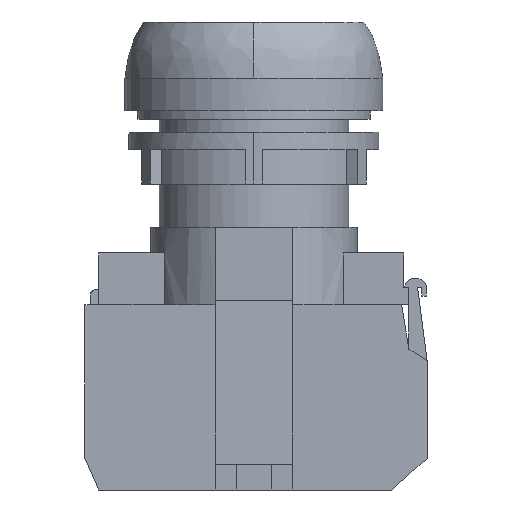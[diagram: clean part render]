
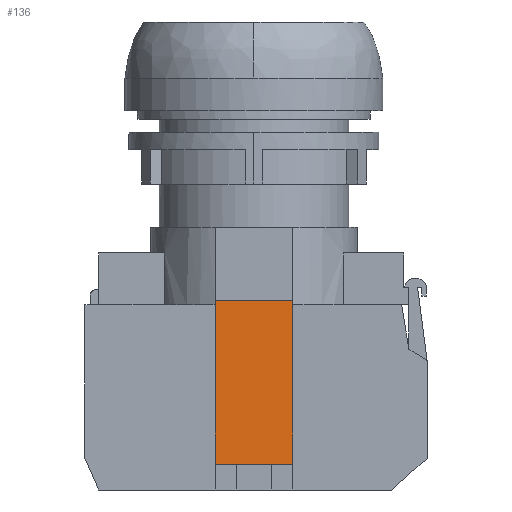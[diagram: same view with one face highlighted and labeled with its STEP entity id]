
A CAD part, left-side view. The second image highlights one B-rep face of the part: STEP entity #136.
In plain terms, the highlighted free-form (B-spline) face has degree [1, 1] with [2, 2] control points.
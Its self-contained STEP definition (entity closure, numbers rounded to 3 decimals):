
#136=ADVANCED_FACE('',(#285),#5276,.T.);
#285=FACE_OUTER_BOUND('',#441,.T.);
#441=EDGE_LOOP('',(#1076,#1077,#1078,#1079));
#1076=ORIENTED_EDGE('',*,*,#4616,.F.);
#1077=ORIENTED_EDGE('',*,*,#4675,.T.);
#1078=ORIENTED_EDGE('',*,*,#4627,.F.);
#1079=ORIENTED_EDGE('',*,*,#4674,.F.);
#1763=PCURVE('',#5256,#2569);
#1776=PCURVE('',#5257,#2582);
#1877=PCURVE('',#5275,#2683);
#1882=PCURVE('',#5276,#2688);
#1883=PCURVE('',#5276,#2689);
#1884=PCURVE('',#5276,#2690);
#1885=PCURVE('',#5276,#2691);
#1888=PCURVE('',#5277,#2694);
#2569=DEFINITIONAL_REPRESENTATION('',(#3566),#9512);
#2582=DEFINITIONAL_REPRESENTATION('',(#3586),#9512);
#2683=DEFINITIONAL_REPRESENTATION('',(#3731),#9512);
#2688=DEFINITIONAL_REPRESENTATION('',(#3736),#9512);
#2689=DEFINITIONAL_REPRESENTATION('',(#3738),#9512);
#2690=DEFINITIONAL_REPRESENTATION('',(#3739),#9512);
#2691=DEFINITIONAL_REPRESENTATION('',(#3740),#9512);
#2694=DEFINITIONAL_REPRESENTATION('',(#3743),#9512);
#3565=B_SPLINE_CURVE_WITH_KNOTS('',1,(#8086,#8087),.UNSPECIFIED.,.F.,.F.,
(2,2),(-19.012,0.),.UNSPECIFIED.);
#3566=B_SPLINE_CURVE_WITH_KNOTS('',1,(#8088,#8089),.UNSPECIFIED.,.F.,.F.,
(2,2),(-19.012,0.),.UNSPECIFIED.);
#3585=B_SPLINE_CURVE_WITH_KNOTS('',1,(#8138,#8139),.UNSPECIFIED.,.F.,.F.,
(2,2),(-19.012,0.),.UNSPECIFIED.);
#3586=B_SPLINE_CURVE_WITH_KNOTS('',1,(#8140,#8141),.UNSPECIFIED.,.F.,.F.,
(2,2),(-19.012,0.),.UNSPECIFIED.);
#3730=B_SPLINE_CURVE_WITH_KNOTS('',1,(#8437,#8438),.UNSPECIFIED.,.F.,.F.,
(2,2),(0.,9.),.UNSPECIFIED.);
#3731=B_SPLINE_CURVE_WITH_KNOTS('',1,(#8439,#8440),.UNSPECIFIED.,.F.,.F.,
(2,2),(0.,9.),.UNSPECIFIED.);
#3736=B_SPLINE_CURVE_WITH_KNOTS('',1,(#8449,#8450),.UNSPECIFIED.,.F.,.F.,
(2,2),(-19.012,0.),.UNSPECIFIED.);
#3737=B_SPLINE_CURVE_WITH_KNOTS('',1,(#8451,#8452),.UNSPECIFIED.,.F.,.F.,
(2,2),(0.,9.),.UNSPECIFIED.);
#3738=B_SPLINE_CURVE_WITH_KNOTS('',1,(#8453,#8454),.UNSPECIFIED.,.F.,.F.,
(2,2),(0.,9.),.UNSPECIFIED.);
#3739=B_SPLINE_CURVE_WITH_KNOTS('',1,(#8455,#8456),.UNSPECIFIED.,.F.,.F.,
(2,2),(-19.012,0.),.UNSPECIFIED.);
#3740=B_SPLINE_CURVE_WITH_KNOTS('',1,(#8457,#8458),.UNSPECIFIED.,.F.,.F.,
(2,2),(0.,9.),.UNSPECIFIED.);
#3743=B_SPLINE_CURVE_WITH_KNOTS('',1,(#8463,#8464),.UNSPECIFIED.,.F.,.F.,
(2,2),(0.,9.),.UNSPECIFIED.);
#4213=SURFACE_CURVE('',#3565,(#1763,#1882),.PCURVE_S1.);
#4224=SURFACE_CURVE('',#3585,(#1776,#1884),.PCURVE_S1.);
#4271=SURFACE_CURVE('',#3730,(#1877,#1885),.PCURVE_S1.);
#4272=SURFACE_CURVE('',#3737,(#1883,#1888),.PCURVE_S1.);
#4616=EDGE_CURVE('',#5089,#5090,#4213,.T.);
#4627=EDGE_CURVE('',#5099,#5100,#4224,.T.);
#4674=EDGE_CURVE('',#5090,#5099,#4271,.T.);
#4675=EDGE_CURVE('',#5089,#5100,#4272,.T.);
#5089=VERTEX_POINT('',#6479);
#5090=VERTEX_POINT('',#6480);
#5099=VERTEX_POINT('',#6489);
#5100=VERTEX_POINT('',#6490);
#5256=B_SPLINE_SURFACE_WITH_KNOTS('',1,1,((#6033,#6034),(#6035,#6036)),
 .UNSPECIFIED.,.F.,.F.,.F.,(2,2),(2,2),(-18.301,18.301),(-2.991,
2.991),.UNSPECIFIED.);
#5257=B_SPLINE_SURFACE_WITH_KNOTS('',1,1,((#6037,#6038),(#6039,#6040)),
 .UNSPECIFIED.,.F.,.F.,.F.,(2,2),(2,2),(-2.991,2.991),
(-18.301,18.301),.UNSPECIFIED.);
#5275=B_SPLINE_SURFACE_WITH_KNOTS('',1,1,((#6145,#6146),(#6147,#6148)),
 .UNSPECIFIED.,.F.,.F.,.F.,(2,2),(2,2),(-1.103,1.103),
(-5.401,5.401),.UNSPECIFIED.);
#5276=B_SPLINE_SURFACE_WITH_KNOTS('',1,1,((#6149,#6150),(#6151,#6152)),
 .UNSPECIFIED.,.F.,.F.,.F.,(2,2),(2,2),(-11.408,11.408),
(-5.401,5.401),.UNSPECIFIED.);
#5277=B_SPLINE_SURFACE_WITH_KNOTS('',1,1,((#6153,#6154),(#6155,#6156)),
 .UNSPECIFIED.,.F.,.F.,.F.,(2,2),(2,2),(-5.101,5.101),(-5.401,
5.401),.UNSPECIFIED.);
#6033=CARTESIAN_POINT('',(233.073,-396.386,145.954));
#6034=CARTESIAN_POINT('',(227.092,-396.386,145.954));
#6035=CARTESIAN_POINT('',(233.073,-396.386,182.557));
#6036=CARTESIAN_POINT('',(227.092,-396.386,182.557));
#6037=CARTESIAN_POINT('',(233.073,-387.386,145.954));
#6038=CARTESIAN_POINT('',(233.073,-387.386,182.557));
#6039=CARTESIAN_POINT('',(227.092,-387.386,145.954));
#6040=CARTESIAN_POINT('',(227.092,-387.386,182.557));
#6145=CARTESIAN_POINT('',(229.613,-386.485,152.006));
#6146=CARTESIAN_POINT('',(229.613,-397.287,152.006));
#6147=CARTESIAN_POINT('',(227.407,-386.485,152.006));
#6148=CARTESIAN_POINT('',(227.407,-397.287,152.006));
#6149=CARTESIAN_POINT('',(230.158,-386.485,172.907));
#6150=CARTESIAN_POINT('',(230.158,-397.287,172.907));
#6151=CARTESIAN_POINT('',(229.361,-386.485,150.104));
#6152=CARTESIAN_POINT('',(229.361,-397.287,150.104));
#6153=CARTESIAN_POINT('',(230.091,-386.485,180.357));
#6154=CARTESIAN_POINT('',(230.091,-397.287,180.357));
#6155=CARTESIAN_POINT('',(230.091,-386.485,170.154));
#6156=CARTESIAN_POINT('',(230.091,-397.287,170.154));
#6479=CARTESIAN_POINT('',(230.091,-396.386,171.006));
#6480=CARTESIAN_POINT('',(229.428,-396.386,152.006));
#6489=CARTESIAN_POINT('',(229.428,-387.386,152.006));
#6490=CARTESIAN_POINT('',(230.091,-387.386,171.006));
#8086=CARTESIAN_POINT('',(230.091,-396.386,171.006));
#8087=CARTESIAN_POINT('',(229.428,-396.386,152.006));
#8088=CARTESIAN_POINT('',(6.75,-0.009));
#8089=CARTESIAN_POINT('',(-12.25,0.655));
#8138=CARTESIAN_POINT('',(229.428,-387.386,152.006));
#8139=CARTESIAN_POINT('',(230.091,-387.386,171.006));
#8140=CARTESIAN_POINT('',(0.655,-12.25));
#8141=CARTESIAN_POINT('',(-0.009,6.75));
#8437=CARTESIAN_POINT('',(229.428,-396.386,152.006));
#8438=CARTESIAN_POINT('',(229.428,-387.386,152.006));
#8439=CARTESIAN_POINT('',(-0.918,4.5));
#8440=CARTESIAN_POINT('',(-0.918,-4.5));
#8449=CARTESIAN_POINT('',(-9.506,4.5));
#8450=CARTESIAN_POINT('',(9.506,4.5));
#8451=CARTESIAN_POINT('',(230.091,-396.386,171.006));
#8452=CARTESIAN_POINT('',(230.091,-387.386,171.006));
#8453=CARTESIAN_POINT('',(-9.506,4.5));
#8454=CARTESIAN_POINT('',(-9.506,-4.5));
#8455=CARTESIAN_POINT('',(9.506,-4.5));
#8456=CARTESIAN_POINT('',(-9.506,-4.5));
#8457=CARTESIAN_POINT('',(9.506,4.5));
#8458=CARTESIAN_POINT('',(9.506,-4.5));
#8463=CARTESIAN_POINT('',(4.25,4.5));
#8464=CARTESIAN_POINT('',(4.25,-4.5));
#9512=(
GEOMETRIC_REPRESENTATION_CONTEXT(2)
PARAMETRIC_REPRESENTATION_CONTEXT()
REPRESENTATION_CONTEXT('pspace','')
);
